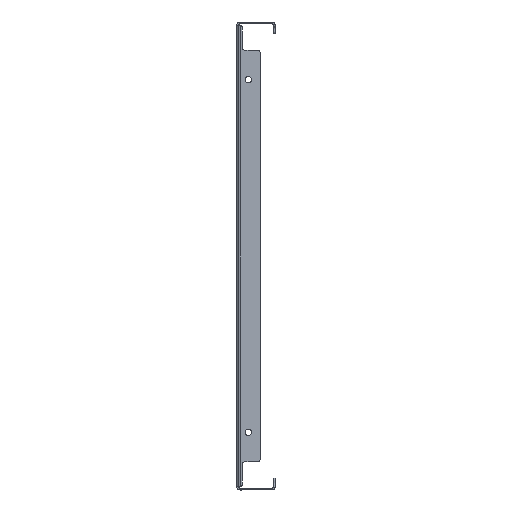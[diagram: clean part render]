
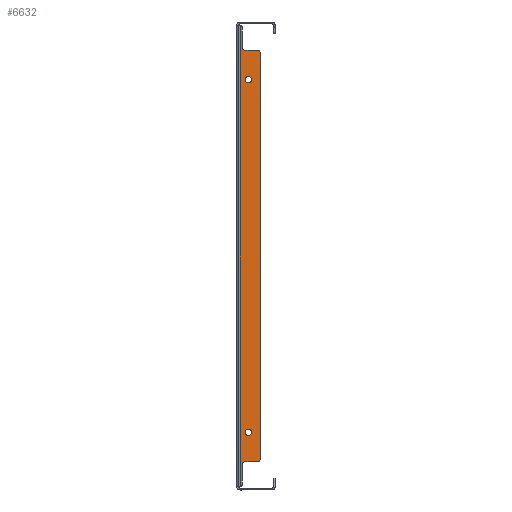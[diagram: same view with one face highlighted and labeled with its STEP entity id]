
A CAD part, left-side view. The second image highlights one B-rep face of the part: STEP entity #6632.
In plain terms, the highlighted planar face has unit normal (-1, 0, 0).
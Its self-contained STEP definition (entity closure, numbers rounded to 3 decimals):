
#14 = AXIS2_PLACEMENT_3D ( 'NONE', #10929, #7264, #4761 ) ;
#296 = PLANE ( 'NONE',  #6327 ) ;
#305 = CARTESIAN_POINT ( 'NONE',  ( -549., -7., 175. ) ) ;
#477 = VERTEX_POINT ( 'NONE', #5961 ) ;
#671 = ORIENTED_EDGE ( 'NONE', *, *, #2813, .T. ) ;
#811 = VERTEX_POINT ( 'NONE', #11061 ) ;
#854 = VECTOR ( 'NONE', #5349, 1000. ) ;
#1430 = CARTESIAN_POINT ( 'NONE',  ( -549., -20., 175. ) ) ;
#1448 = CARTESIAN_POINT ( 'NONE',  ( -549., -3., 196. ) ) ;
#1523 = AXIS2_PLACEMENT_3D ( 'NONE', #12111, #8506, #13147 ) ;
#1536 = DIRECTION ( 'NONE',  ( -1., 0., 0. ) ) ;
#1580 = DIRECTION ( 'NONE',  ( 1., 0., 0. ) ) ;
#1610 = LINE ( 'NONE', #4174, #5012 ) ;
#1675 = EDGE_CURVE ( 'NONE', #9482, #4509, #6049, .T. ) ;
#1753 = DIRECTION ( 'NONE',  ( 0., 1., 0. ) ) ;
#1989 = ORIENTED_EDGE ( 'NONE', *, *, #2954, .T. ) ;
#2456 = ORIENTED_EDGE ( 'NONE', *, *, #7630, .T. ) ;
#2487 = DIRECTION ( 'NONE',  ( 0., 1., 0. ) ) ;
#2556 = AXIS2_PLACEMENT_3D ( 'NONE', #11357, #9099, #5263 ) ;
#2813 = EDGE_CURVE ( 'NONE', #7397, #3160, #4660, .T. ) ;
#2862 = DIRECTION ( 'NONE',  ( 0., 1., 0. ) ) ;
#2931 = LINE ( 'NONE', #10147, #9910 ) ;
#2954 = EDGE_CURVE ( 'NONE', #811, #11371, #10396, .T. ) ;
#2958 = AXIS2_PLACEMENT_3D ( 'NONE', #15674, #5859, #10747 ) ;
#3044 = CARTESIAN_POINT ( 'NONE',  ( -549., -7., -175. ) ) ;
#3092 = CARTESIAN_POINT ( 'NONE',  ( -549., -5., -177. ) ) ;
#3160 = VERTEX_POINT ( 'NONE', #15132 ) ;
#3175 = DIRECTION ( 'NONE',  ( 0., 1., 0. ) ) ;
#3572 = ORIENTED_EDGE ( 'NONE', *, *, #4300, .T. ) ;
#3706 = CARTESIAN_POINT ( 'NONE',  ( -549., -3., -196. ) ) ;
#3896 = VERTEX_POINT ( 'NONE', #3092 ) ;
#4112 = CIRCLE ( 'NONE', #7212, 2. ) ;
#4174 = CARTESIAN_POINT ( 'NONE',  ( -549., -5., -196. ) ) ;
#4187 = AXIS2_PLACEMENT_3D ( 'NONE', #11468, #1536, #12353 ) ;
#4300 = EDGE_CURVE ( 'NONE', #15708, #7227, #12556, .T. ) ;
#4376 = VERTEX_POINT ( 'NONE', #10685 ) ;
#4509 = VERTEX_POINT ( 'NONE', #8353 ) ;
#4660 = LINE ( 'NONE', #14415, #13440 ) ;
#4670 = EDGE_CURVE ( 'NONE', #8333, #7227, #5379, .T. ) ;
#4761 = DIRECTION ( 'NONE',  ( 0., -1., 0. ) ) ;
#4828 = CARTESIAN_POINT ( 'NONE',  ( -549., -10., 150. ) ) ;
#5012 = VECTOR ( 'NONE', #15187, 1000. ) ;
#5041 = LINE ( 'NONE', #1430, #5669 ) ;
#5192 = ORIENTED_EDGE ( 'NONE', *, *, #10616, .T. ) ;
#5263 = DIRECTION ( 'NONE',  ( 0., -1., 0. ) ) ;
#5311 = ORIENTED_EDGE ( 'NONE', *, *, #7070, .T. ) ;
#5349 = DIRECTION ( 'NONE',  ( 0., 0., -1. ) ) ;
#5379 = LINE ( 'NONE', #6994, #6642 ) ;
#5442 = CIRCLE ( 'NONE', #4187, 2. ) ;
#5500 = EDGE_CURVE ( 'NONE', #12785, #10796, #9452, .T. ) ;
#5523 = AXIS2_PLACEMENT_3D ( 'NONE', #4828, #8584, #10840 ) ;
#5669 = VECTOR ( 'NONE', #2487, 1000. ) ;
#5843 = EDGE_CURVE ( 'NONE', #8333, #6636, #5442, .T. ) ;
#5859 = DIRECTION ( 'NONE',  ( 1., 0., 0. ) ) ;
#5961 = CARTESIAN_POINT ( 'NONE',  ( -549., -20., 173. ) ) ;
#6049 = CIRCLE ( 'NONE', #12948, 2. ) ;
#6082 = CARTESIAN_POINT ( 'NONE',  ( -549., -7., 177. ) ) ;
#6327 = AXIS2_PLACEMENT_3D ( 'NONE', #11198, #1580, #2862 ) ;
#6391 = FACE_BOUND ( 'NONE', #10120, .T. ) ;
#6406 = ORIENTED_EDGE ( 'NONE', *, *, #5500, .T. ) ;
#6611 = ORIENTED_EDGE ( 'NONE', *, *, #7260, .T. ) ;
#6632 = ADVANCED_FACE ( 'NONE', ( #6391, #11276, #13822 ), #296, .F. ) ;
#6636 = VERTEX_POINT ( 'NONE', #13745 ) ;
#6642 = VECTOR ( 'NONE', #6911, 1000. ) ;
#6773 = DIRECTION ( 'NONE',  ( -1., 0., 0. ) ) ;
#6911 = DIRECTION ( 'NONE',  ( 0., 0., 1. ) ) ;
#6994 = CARTESIAN_POINT ( 'NONE',  ( -549., -3., 196. ) ) ;
#7070 = EDGE_CURVE ( 'NONE', #11371, #811, #7838, .T. ) ;
#7212 = AXIS2_PLACEMENT_3D ( 'NONE', #11451, #10099, #1753 ) ;
#7227 = VERTEX_POINT ( 'NONE', #1448 ) ;
#7260 = EDGE_CURVE ( 'NONE', #6636, #3896, #1610, .T. ) ;
#7264 = DIRECTION ( 'NONE',  ( 1., 0., 0. ) ) ;
#7293 = DIRECTION ( 'NONE',  ( 1., 0., 0. ) ) ;
#7305 = CARTESIAN_POINT ( 'NONE',  ( -549., -18., -173. ) ) ;
#7397 = VERTEX_POINT ( 'NONE', #3044 ) ;
#7630 = EDGE_CURVE ( 'NONE', #4509, #15708, #2931, .T. ) ;
#7838 = CIRCLE ( 'NONE', #5523, 2.75 ) ;
#7973 = CARTESIAN_POINT ( 'NONE',  ( -549., -12.75, -150. ) ) ;
#7980 = CARTESIAN_POINT ( 'NONE',  ( -549., -12.75, 150. ) ) ;
#7992 = ORIENTED_EDGE ( 'NONE', *, *, #1675, .T. ) ;
#8333 = VERTEX_POINT ( 'NONE', #3706 ) ;
#8337 = DIRECTION ( 'NONE',  ( 0., -1., 0. ) ) ;
#8353 = CARTESIAN_POINT ( 'NONE',  ( -549., -5., 177. ) ) ;
#8506 = DIRECTION ( 'NONE',  ( 1., 0., 0. ) ) ;
#8584 = DIRECTION ( 'NONE',  ( 1., 0., 0. ) ) ;
#8749 = CIRCLE ( 'NONE', #10812, 2. ) ;
#8857 = CARTESIAN_POINT ( 'NONE',  ( -549., -18., 175. ) ) ;
#9099 = DIRECTION ( 'NONE',  ( 1., 0., 0. ) ) ;
#9363 = ORIENTED_EDGE ( 'NONE', *, *, #4670, .F. ) ;
#9450 = CIRCLE ( 'NONE', #1523, 2. ) ;
#9452 = CIRCLE ( 'NONE', #2556, 2.75 ) ;
#9482 = VERTEX_POINT ( 'NONE', #305 ) ;
#9588 = EDGE_LOOP ( 'NONE', ( #2456, #3572, #9363, #15502, #6611, #5192, #671, #13835, #11768, #9835, #9909, #7992 ) ) ;
#9622 = EDGE_CURVE ( 'NONE', #477, #4376, #10002, .T. ) ;
#9834 = DIRECTION ( 'NONE',  ( 0., 1., 0. ) ) ;
#9835 = ORIENTED_EDGE ( 'NONE', *, *, #11861, .T. ) ;
#9909 = ORIENTED_EDGE ( 'NONE', *, *, #13415, .T. ) ;
#9910 = VECTOR ( 'NONE', #10463, 1000. ) ;
#10002 = LINE ( 'NONE', #10237, #854 ) ;
#10099 = DIRECTION ( 'NONE',  ( -1., 0., 0. ) ) ;
#10120 = EDGE_LOOP ( 'NONE', ( #1989, #5311 ) ) ;
#10147 = CARTESIAN_POINT ( 'NONE',  ( -549., -5., 196. ) ) ;
#10237 = CARTESIAN_POINT ( 'NONE',  ( -549., -20., 196. ) ) ;
#10385 = DIRECTION ( 'NONE',  ( -1., 0., 0. ) ) ;
#10396 = CIRCLE ( 'NONE', #2958, 2.75 ) ;
#10463 = DIRECTION ( 'NONE',  ( 0., 0., 1. ) ) ;
#10616 = EDGE_CURVE ( 'NONE', #3896, #7397, #9450, .T. ) ;
#10685 = CARTESIAN_POINT ( 'NONE',  ( -549., -20., -173. ) ) ;
#10747 = DIRECTION ( 'NONE',  ( 0., 1., 0. ) ) ;
#10796 = VERTEX_POINT ( 'NONE', #14955 ) ;
#10812 = AXIS2_PLACEMENT_3D ( 'NONE', #7305, #10385, #3175 ) ;
#10840 = DIRECTION ( 'NONE',  ( 0., 1., 0. ) ) ;
#10929 = CARTESIAN_POINT ( 'NONE',  ( -549., -10., -150. ) ) ;
#11033 = AXIS2_PLACEMENT_3D ( 'NONE', #13954, #6773, #15446 ) ;
#11061 = CARTESIAN_POINT ( 'NONE',  ( -549., -7.25, 150. ) ) ;
#11088 = CARTESIAN_POINT ( 'NONE',  ( -549., -5., 194. ) ) ;
#11198 = CARTESIAN_POINT ( 'NONE',  ( -549., 0., 0. ) ) ;
#11200 = VERTEX_POINT ( 'NONE', #8857 ) ;
#11276 = FACE_BOUND ( 'NONE', #11716, .T. ) ;
#11357 = CARTESIAN_POINT ( 'NONE',  ( -549., -10., -150. ) ) ;
#11371 = VERTEX_POINT ( 'NONE', #7980 ) ;
#11451 = CARTESIAN_POINT ( 'NONE',  ( -549., -18., 173. ) ) ;
#11468 = CARTESIAN_POINT ( 'NONE',  ( -549., -3., -194. ) ) ;
#11716 = EDGE_LOOP ( 'NONE', ( #12075, #6406 ) ) ;
#11768 = ORIENTED_EDGE ( 'NONE', *, *, #9622, .F. ) ;
#11861 = EDGE_CURVE ( 'NONE', #477, #11200, #4112, .T. ) ;
#12075 = ORIENTED_EDGE ( 'NONE', *, *, #12906, .T. ) ;
#12111 = CARTESIAN_POINT ( 'NONE',  ( -549., -7., -177. ) ) ;
#12353 = DIRECTION ( 'NONE',  ( 0., 1., 0. ) ) ;
#12556 = CIRCLE ( 'NONE', #11033, 2. ) ;
#12785 = VERTEX_POINT ( 'NONE', #7973 ) ;
#12906 = EDGE_CURVE ( 'NONE', #10796, #12785, #13064, .T. ) ;
#12948 = AXIS2_PLACEMENT_3D ( 'NONE', #6082, #7293, #9834 ) ;
#13064 = CIRCLE ( 'NONE', #14, 2.75 ) ;
#13147 = DIRECTION ( 'NONE',  ( 0., 1., 0. ) ) ;
#13415 = EDGE_CURVE ( 'NONE', #11200, #9482, #5041, .T. ) ;
#13440 = VECTOR ( 'NONE', #8337, 1000. ) ;
#13745 = CARTESIAN_POINT ( 'NONE',  ( -549., -5., -194. ) ) ;
#13822 = FACE_OUTER_BOUND ( 'NONE', #9588, .T. ) ;
#13835 = ORIENTED_EDGE ( 'NONE', *, *, #14159, .T. ) ;
#13954 = CARTESIAN_POINT ( 'NONE',  ( -549., -3., 194. ) ) ;
#14159 = EDGE_CURVE ( 'NONE', #3160, #4376, #8749, .T. ) ;
#14415 = CARTESIAN_POINT ( 'NONE',  ( -549., -20., -175. ) ) ;
#14955 = CARTESIAN_POINT ( 'NONE',  ( -549., -7.25, -150. ) ) ;
#15132 = CARTESIAN_POINT ( 'NONE',  ( -549., -18., -175. ) ) ;
#15187 = DIRECTION ( 'NONE',  ( 0., 0., 1. ) ) ;
#15446 = DIRECTION ( 'NONE',  ( 0., 1., 0. ) ) ;
#15502 = ORIENTED_EDGE ( 'NONE', *, *, #5843, .T. ) ;
#15674 = CARTESIAN_POINT ( 'NONE',  ( -549., -10., 150. ) ) ;
#15708 = VERTEX_POINT ( 'NONE', #11088 ) ;
